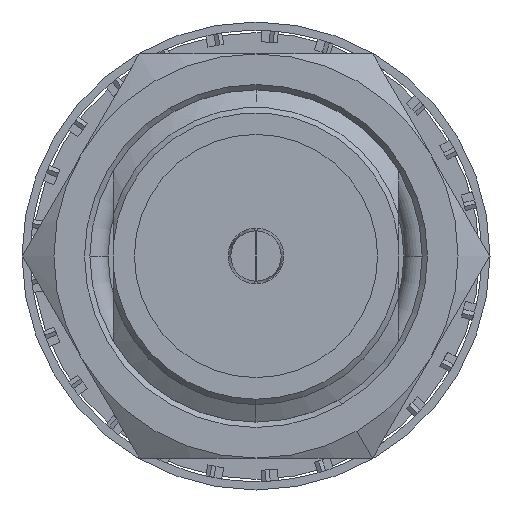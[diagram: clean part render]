
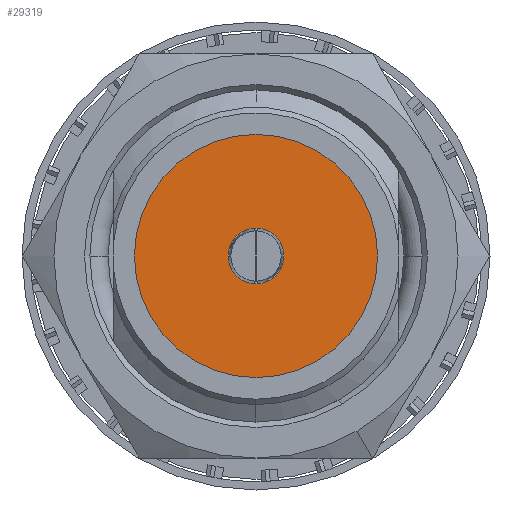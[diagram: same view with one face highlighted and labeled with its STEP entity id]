
A CAD part, left-side view. The second image highlights one B-rep face of the part: STEP entity #29319.
In plain terms, the highlighted face is planar.
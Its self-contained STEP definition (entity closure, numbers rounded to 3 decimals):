
#10120 = ORIENTED_EDGE ( 'NONE', *, *, #97615, .F. ) ;
#14324 = DIRECTION ( 'NONE',  ( 0., 0., -1. ) ) ;
#15303 = FACE_OUTER_BOUND ( 'NONE', #91968, .T. ) ;
#18670 = CARTESIAN_POINT ( 'NONE',  ( 21.412, 0., 0. ) ) ;
#19947 = CARTESIAN_POINT ( 'NONE',  ( 21.412, 0., 0. ) ) ;
#23087 = VERTEX_POINT ( 'NONE', #65520 ) ;
#26090 = CARTESIAN_POINT ( 'NONE',  ( 21.412, 0., 0. ) ) ;
#26957 = DIRECTION ( 'NONE',  ( 0., 0., -1. ) ) ;
#29319 = ADVANCED_FACE ( 'NONE', ( #69031, #15303 ), #83626, .T. ) ;
#29360 = DIRECTION ( 'NONE',  ( 1., 0., 0. ) ) ;
#29375 = CARTESIAN_POINT ( 'NONE',  ( 21.412, 0., 1.311 ) ) ;
#31647 = ORIENTED_EDGE ( 'NONE', *, *, #33677, .T. ) ;
#33677 = EDGE_CURVE ( 'NONE', #51374, #23087, #65824, .T. ) ;
#35488 = CIRCLE ( 'NONE', #88496, 5.715 ) ;
#36226 = EDGE_CURVE ( 'NONE', #23087, #51374, #35488, .T. ) ;
#36694 = AXIS2_PLACEMENT_3D ( 'NONE', #19947, #57583, #26957 ) ;
#37112 = VERTEX_POINT ( 'NONE', #29375 ) ;
#42214 = DIRECTION ( 'NONE',  ( 0., 0., -1. ) ) ;
#44017 = CARTESIAN_POINT ( 'NONE',  ( 21.412, 0., -1.311 ) ) ;
#51374 = VERTEX_POINT ( 'NONE', #61252 ) ;
#54346 = CIRCLE ( 'NONE', #36694, 1.311 ) ;
#55104 = ORIENTED_EDGE ( 'NONE', *, *, #36226, .T. ) ;
#57583 = DIRECTION ( 'NONE',  ( 1., 0., 0. ) ) ;
#58987 = EDGE_CURVE ( 'NONE', #37112, #79767, #85882, .T. ) ;
#59988 = DIRECTION ( 'NONE',  ( 0., 0., -1. ) ) ;
#61252 = CARTESIAN_POINT ( 'NONE',  ( 21.412, 0., -5.715 ) ) ;
#62738 = DIRECTION ( 'NONE',  ( 0., 0., -1. ) ) ;
#63734 = DIRECTION ( 'NONE',  ( 1., 0., 0. ) ) ;
#65520 = CARTESIAN_POINT ( 'NONE',  ( 21.412, 0., 5.715 ) ) ;
#65824 = CIRCLE ( 'NONE', #65903, 5.715 ) ;
#65903 = AXIS2_PLACEMENT_3D ( 'NONE', #18670, #79404, #42214 ) ;
#69031 = FACE_BOUND ( 'NONE', #89981, .T. ) ;
#69527 = CARTESIAN_POINT ( 'NONE',  ( 21.412, 0., 0. ) ) ;
#77539 = DIRECTION ( 'NONE',  ( 1., 0., 0. ) ) ;
#79404 = DIRECTION ( 'NONE',  ( 1., 0., 0. ) ) ;
#79535 = ORIENTED_EDGE ( 'NONE', *, *, #58987, .F. ) ;
#79767 = VERTEX_POINT ( 'NONE', #44017 ) ;
#83626 = PLANE ( 'NONE',  #92426 ) ;
#85882 = CIRCLE ( 'NONE', #98724, 1.311 ) ;
#88496 = AXIS2_PLACEMENT_3D ( 'NONE', #99159, #29360, #59988 ) ;
#89981 = EDGE_LOOP ( 'NONE', ( #10120, #79535 ) ) ;
#91968 = EDGE_LOOP ( 'NONE', ( #31647, #55104 ) ) ;
#92426 = AXIS2_PLACEMENT_3D ( 'NONE', #69527, #77539, #14324 ) ;
#97615 = EDGE_CURVE ( 'NONE', #79767, #37112, #54346, .T. ) ;
#98724 = AXIS2_PLACEMENT_3D ( 'NONE', #26090, #63734, #62738 ) ;
#99159 = CARTESIAN_POINT ( 'NONE',  ( 21.412, 0., 0. ) ) ;
